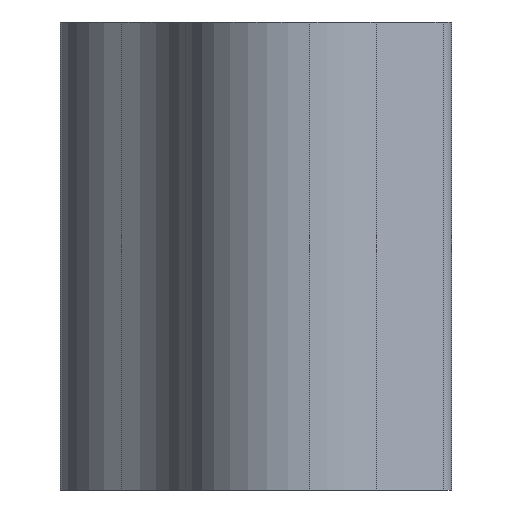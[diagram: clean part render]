
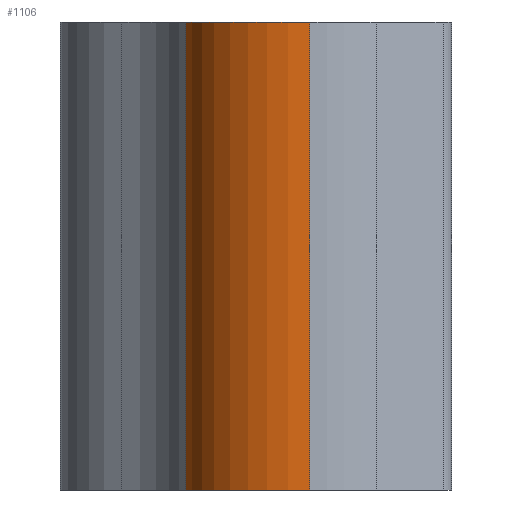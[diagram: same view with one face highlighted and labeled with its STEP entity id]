
A CAD part, left-side view. The second image highlights one B-rep face of the part: STEP entity #1106.
In plain terms, the highlighted cylindrical face has radius 3.089 mm (diameter 6.178 mm), a partial arc.
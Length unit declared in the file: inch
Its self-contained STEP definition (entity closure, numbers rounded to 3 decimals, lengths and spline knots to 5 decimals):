
#21 = VERTEX_POINT ( 'NONE', #276 ) ;
#28 = DIRECTION ( 'NONE',  ( 0., 0., -1. ) ) ;
#52 = VERTEX_POINT ( 'NONE', #95 ) ;
#56 = DIRECTION ( 'NONE',  ( 0., 0., 1. ) ) ;
#95 = CARTESIAN_POINT ( 'NONE',  ( -0.59852, 0.77398, 0.45 ) ) ;
#142 = CARTESIAN_POINT ( 'NONE',  ( -0.59852, 0.77398, 0.45 ) ) ;
#253 = CYLINDRICAL_SURFACE ( 'NONE', #642, 0.12161 ) ;
#256 = CARTESIAN_POINT ( 'NONE',  ( -0.47691, 0.77398, 0.45 ) ) ;
#276 = CARTESIAN_POINT ( 'NONE',  ( -0.5012, 0.89314, 0. ) ) ;
#312 = FACE_OUTER_BOUND ( 'NONE', #1092, .T. ) ;
#349 = ORIENTED_EDGE ( 'NONE', *, *, #720, .T. ) ;
#375 = AXIS2_PLACEMENT_3D ( 'NONE', #256, #436, #1079 ) ;
#404 = DIRECTION ( 'NONE',  ( -1., 0., 0. ) ) ;
#410 = DIRECTION ( 'NONE',  ( 0., 0., -1. ) ) ;
#424 = EDGE_CURVE ( 'NONE', #52, #838, #547, .T. ) ;
#436 = DIRECTION ( 'NONE',  ( 0., 0., 1. ) ) ;
#445 = CARTESIAN_POINT ( 'NONE',  ( -0.59852, 0.77398, 0. ) ) ;
#465 = EDGE_CURVE ( 'NONE', #868, #52, #724, .T. ) ;
#547 = LINE ( 'NONE', #142, #789 ) ;
#605 = CARTESIAN_POINT ( 'NONE',  ( -0.47691, 0.77398, 0. ) ) ;
#642 = AXIS2_PLACEMENT_3D ( 'NONE', #947, #28, #404 ) ;
#685 = DIRECTION ( 'NONE',  ( 1., 0., 0. ) ) ;
#720 = EDGE_CURVE ( 'NONE', #868, #21, #1099, .T. ) ;
#724 = CIRCLE ( 'NONE', #375, 0.12161 ) ;
#773 = CARTESIAN_POINT ( 'NONE',  ( -0.5012, 0.89314, 0.45 ) ) ;
#789 = VECTOR ( 'NONE', #410, 39.37008 ) ;
#804 = DIRECTION ( 'NONE',  ( 0., 0., -1. ) ) ;
#808 = ORIENTED_EDGE ( 'NONE', *, *, #465, .F. ) ;
#838 = VERTEX_POINT ( 'NONE', #445 ) ;
#868 = VERTEX_POINT ( 'NONE', #773 ) ;
#913 = EDGE_CURVE ( 'NONE', #21, #838, #1171, .T. ) ;
#947 = CARTESIAN_POINT ( 'NONE',  ( -0.47691, 0.77398, 0.45 ) ) ;
#1039 = AXIS2_PLACEMENT_3D ( 'NONE', #605, #56, #685 ) ;
#1057 = ORIENTED_EDGE ( 'NONE', *, *, #424, .F. ) ;
#1073 = VECTOR ( 'NONE', #804, 39.37008 ) ;
#1079 = DIRECTION ( 'NONE',  ( 1., 0., 0. ) ) ;
#1080 = CARTESIAN_POINT ( 'NONE',  ( -0.5012, 0.89314, 0.45 ) ) ;
#1092 = EDGE_LOOP ( 'NONE', ( #1057, #808, #349, #1179 ) ) ;
#1099 = LINE ( 'NONE', #1080, #1073 ) ;
#1106 = ADVANCED_FACE ( 'NONE', ( #312 ), #253, .T. ) ;
#1171 = CIRCLE ( 'NONE', #1039, 0.12161 ) ;
#1179 = ORIENTED_EDGE ( 'NONE', *, *, #913, .T. ) ;
